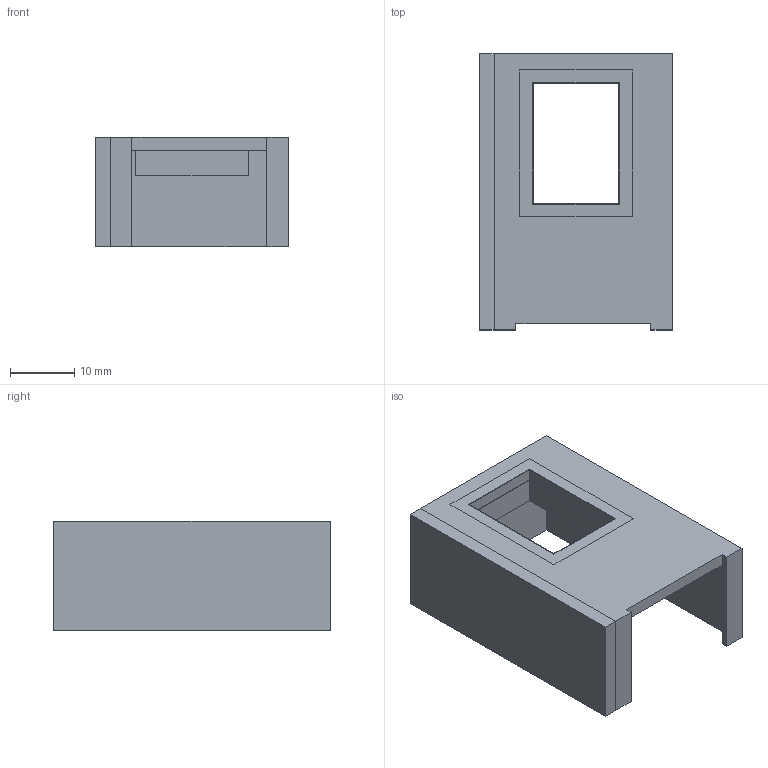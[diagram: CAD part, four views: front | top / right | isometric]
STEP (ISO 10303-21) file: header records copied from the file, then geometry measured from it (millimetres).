
FILE_DESCRIPTION(('FreeCAD Model'),'2;1');
FILE_NAME( 'tapa-7segmentos.step', '2018-08-20T11:22:23',('Author'),(''), 'Open CASCADE STEP processor 7.3','FreeCAD','Unknown');
FILE_SCHEMA(('AUTOMOTIVE_DESIGN_CC2 { 1 2 10303 214 -1 1 5 4 }'));
Length unit declared in the file: millimetre
Products named in the file (1): tapa
Bounding box: 30.1 x 43 x 17 mm (x, y, z)
Volume: 5864.1 mm3; surface area: 6653 mm2
Topology: 1 solids, 1 shells, 40 faces, 108 edges, 74 vertices
Faces by surface type: plane 40
Entity records: 2637 total; most frequent: CARTESIAN_POINT 471, DIRECTION 374, LINE 292, VECTOR 292, ORIENTED_EDGE 216, PCURVE 216, DEFINITIONAL_REPRESENTATION 216, EDGE_CURVE 108
